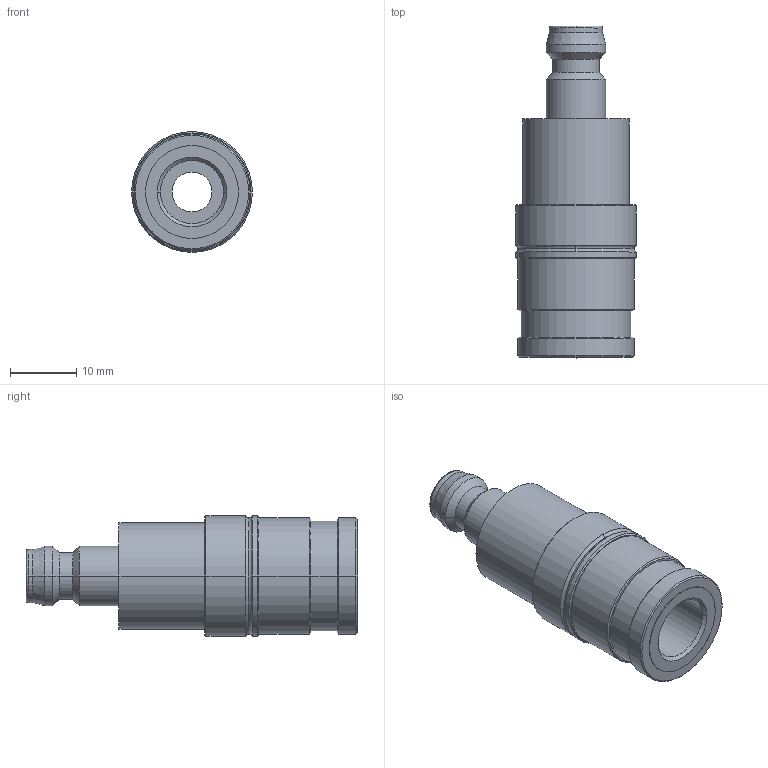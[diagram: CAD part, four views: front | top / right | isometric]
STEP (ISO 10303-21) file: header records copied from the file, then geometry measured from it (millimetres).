
FILE_DESCRIPTION(('STEP AP214'),'1');
FILE_NAME('esdmfk-eshms-ab.stp','2020-04-22T06:12:58',('TraceParts'),('TraceParts S.A.'),'Spatial InterOp 3D',' ',' ');
FILE_SCHEMA(('automotive_design'));
Length unit declared in the file: millimetre
Products named in the file (1): 1
Bounding box: 18.2 x 50 x 18.2 mm (x, y, z)
Volume: 7034.1 mm3; surface area: 3865.6 mm2
Topology: 1 solids, 1 shells, 59 faces, 125 edges, 75 vertices
Faces by surface type: cylinder 26, cone 18, plane 9, torus 6
Entity records: 2092 total; most frequent: DIRECTION 326, CARTESIAN_POINT 260, ORIENTED_EDGE 250, AXIS2_PLACEMENT_3D 141, EDGE_CURVE 125, CIRCLE 81, VERTEX_POINT 75, EDGE_LOOP 68
